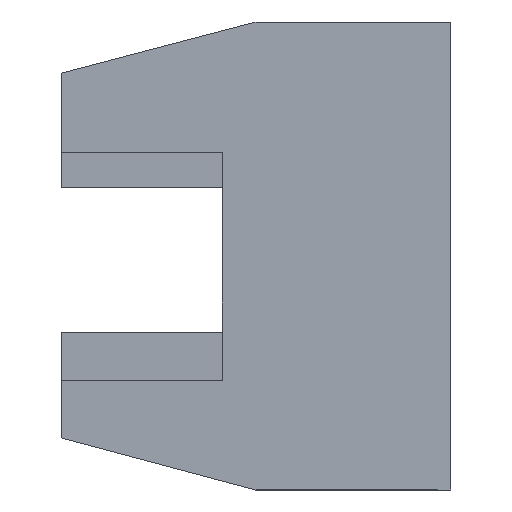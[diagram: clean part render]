
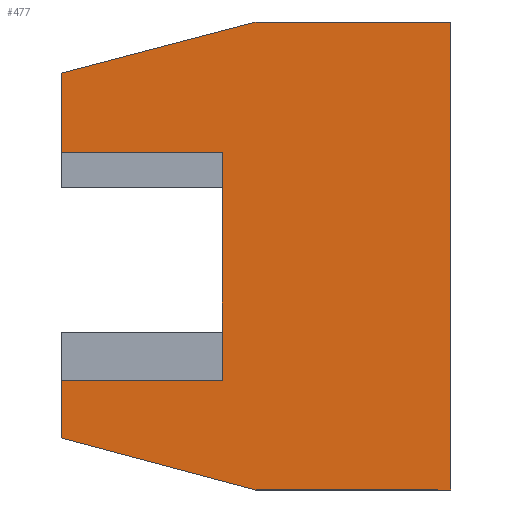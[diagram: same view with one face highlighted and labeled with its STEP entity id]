
A CAD part, left-side view. The second image highlights one B-rep face of the part: STEP entity #477.
In plain terms, the highlighted planar face has unit normal (-1, 0, 0).
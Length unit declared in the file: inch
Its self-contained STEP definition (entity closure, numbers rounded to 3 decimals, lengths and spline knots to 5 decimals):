
#39 = DIRECTION ( 'NONE',  ( 0., 0., 1. ) ) ;
#42 = VERTEX_POINT ( 'NONE', #551 ) ;
#44 = EDGE_CURVE ( 'NONE', #42, #1112, #443, .T. ) ;
#52 = AXIS2_PLACEMENT_3D ( 'NONE', #1169, #466, #1049 ) ;
#68 = PLANE ( 'NONE',  #52 ) ;
#74 = CARTESIAN_POINT ( 'NONE',  ( 0., 0.6, 0. ) ) ;
#83 = EDGE_CURVE ( 'NONE', #886, #1337, #544, .T. ) ;
#89 = CARTESIAN_POINT ( 'NONE',  ( 0., 0.6, -0.64 ) ) ;
#102 = DIRECTION ( 'NONE',  ( 0., 0., 1. ) ) ;
#120 = VECTOR ( 'NONE', #1265, 39.37008 ) ;
#137 = CARTESIAN_POINT ( 'NONE',  ( 0., 0., -0.72 ) ) ;
#162 = ORIENTED_EDGE ( 'NONE', *, *, #1394, .T. ) ;
#226 = CARTESIAN_POINT ( 'NONE',  ( 0., 0.5807, -0.0736 ) ) ;
#232 = CARTESIAN_POINT ( 'NONE',  ( 0., 0.3, -0.72 ) ) ;
#246 = ORIENTED_EDGE ( 'NONE', *, *, #83, .T. ) ;
#256 = ORIENTED_EDGE ( 'NONE', *, *, #1052, .T. ) ;
#315 = CARTESIAN_POINT ( 'NONE',  ( 0., 0.6, 0. ) ) ;
#396 = VERTEX_POINT ( 'NONE', #1359 ) ;
#402 = VERTEX_POINT ( 'NONE', #137 ) ;
#443 = LINE ( 'NONE', #315, #707 ) ;
#466 = DIRECTION ( 'NONE',  ( 1., 0., 0. ) ) ;
#477 = ADVANCED_FACE ( 'NONE', ( #1431 ), #68, .F. ) ;
#486 = ORIENTED_EDGE ( 'NONE', *, *, #693, .F. ) ;
#500 = VERTEX_POINT ( 'NONE', #819 ) ;
#513 = EDGE_CURVE ( 'NONE', #402, #1112, #1467, .T. ) ;
#544 = LINE ( 'NONE', #916, #763 ) ;
#546 = DIRECTION ( 'NONE',  ( 0., 0., 1. ) ) ;
#551 = CARTESIAN_POINT ( 'NONE',  ( 0., 0.3, 0. ) ) ;
#626 = EDGE_CURVE ( 'NONE', #1310, #396, #1370, .T. ) ;
#693 = EDGE_CURVE ( 'NONE', #1310, #500, #1553, .T. ) ;
#707 = VECTOR ( 'NONE', #1164, 39.37008 ) ;
#717 = DIRECTION ( 'NONE',  ( 0., 0.967, -0.254 ) ) ;
#739 = CARTESIAN_POINT ( 'NONE',  ( 0., 0.6, -0.55103 ) ) ;
#763 = VECTOR ( 'NONE', #1395, 39.37008 ) ;
#767 = EDGE_CURVE ( 'NONE', #1028, #1225, #1089, .T. ) ;
#783 = CARTESIAN_POINT ( 'NONE',  ( 0., 0.6, 0. ) ) ;
#817 = DIRECTION ( 'NONE',  ( 0., -1., 0. ) ) ;
#819 = CARTESIAN_POINT ( 'NONE',  ( 0., 0.6, -0.07866 ) ) ;
#855 = CARTESIAN_POINT ( 'NONE',  ( 0., 0.352, -0.55103 ) ) ;
#858 = DIRECTION ( 'NONE',  ( 0., 1., 0. ) ) ;
#879 = CARTESIAN_POINT ( 'NONE',  ( 0., 0., 0. ) ) ;
#886 = VERTEX_POINT ( 'NONE', #89 ) ;
#895 = LINE ( 'NONE', #1004, #1504 ) ;
#914 = VECTOR ( 'NONE', #817, 39.37008 ) ;
#916 = CARTESIAN_POINT ( 'NONE',  ( 0., 0.75934, -0.59751 ) ) ;
#967 = CARTESIAN_POINT ( 'NONE',  ( 0., 0.6, -0.20103 ) ) ;
#997 = VECTOR ( 'NONE', #39, 39.37008 ) ;
#1004 = CARTESIAN_POINT ( 'NONE',  ( 0., 0.352, -0.20103 ) ) ;
#1026 = VECTOR ( 'NONE', #546, 39.37008 ) ;
#1028 = VERTEX_POINT ( 'NONE', #855 ) ;
#1049 = DIRECTION ( 'NONE',  ( 0., 0., -1. ) ) ;
#1052 = EDGE_CURVE ( 'NONE', #42, #500, #1469, .T. ) ;
#1089 = LINE ( 'NONE', #739, #1258 ) ;
#1112 = VERTEX_POINT ( 'NONE', #1252 ) ;
#1117 = CARTESIAN_POINT ( 'NONE',  ( 0., 0.6, -0.55103 ) ) ;
#1146 = LINE ( 'NONE', #783, #997 ) ;
#1158 = ORIENTED_EDGE ( 'NONE', *, *, #626, .T. ) ;
#1160 = CARTESIAN_POINT ( 'NONE',  ( 0., 0.6, -0.72 ) ) ;
#1164 = DIRECTION ( 'NONE',  ( 0., -1., 0. ) ) ;
#1169 = CARTESIAN_POINT ( 'NONE',  ( 0., 0.6, 0. ) ) ;
#1198 = EDGE_LOOP ( 'NONE', ( #1158, #162, #1301, #1369, #246, #1407, #1490, #1382, #256, #486 ) ) ;
#1225 = VERTEX_POINT ( 'NONE', #1117 ) ;
#1249 = CARTESIAN_POINT ( 'NONE',  ( 0., 0.6, -0.20103 ) ) ;
#1252 = CARTESIAN_POINT ( 'NONE',  ( 0., 0., 0. ) ) ;
#1258 = VECTOR ( 'NONE', #858, 39.37008 ) ;
#1265 = DIRECTION ( 'NONE',  ( 0., -1., 0. ) ) ;
#1301 = ORIENTED_EDGE ( 'NONE', *, *, #767, .T. ) ;
#1309 = LINE ( 'NONE', #1160, #914 ) ;
#1310 = VERTEX_POINT ( 'NONE', #967 ) ;
#1316 = VECTOR ( 'NONE', #102, 39.37008 ) ;
#1337 = VERTEX_POINT ( 'NONE', #232 ) ;
#1347 = VECTOR ( 'NONE', #717, 39.37008 ) ;
#1359 = CARTESIAN_POINT ( 'NONE',  ( 0., 0.352, -0.20103 ) ) ;
#1369 = ORIENTED_EDGE ( 'NONE', *, *, #1506, .F. ) ;
#1370 = LINE ( 'NONE', #1249, #120 ) ;
#1382 = ORIENTED_EDGE ( 'NONE', *, *, #44, .F. ) ;
#1386 = DIRECTION ( 'NONE',  ( 0., 0., -1. ) ) ;
#1394 = EDGE_CURVE ( 'NONE', #396, #1028, #895, .T. ) ;
#1395 = DIRECTION ( 'NONE',  ( 0., -0.966, -0.258 ) ) ;
#1407 = ORIENTED_EDGE ( 'NONE', *, *, #1544, .T. ) ;
#1431 = FACE_OUTER_BOUND ( 'NONE', #1198, .T. ) ;
#1467 = LINE ( 'NONE', #879, #1316 ) ;
#1469 = LINE ( 'NONE', #226, #1347 ) ;
#1490 = ORIENTED_EDGE ( 'NONE', *, *, #513, .T. ) ;
#1504 = VECTOR ( 'NONE', #1386, 39.37008 ) ;
#1506 = EDGE_CURVE ( 'NONE', #886, #1225, #1146, .T. ) ;
#1544 = EDGE_CURVE ( 'NONE', #1337, #402, #1309, .T. ) ;
#1553 = LINE ( 'NONE', #74, #1026 ) ;
